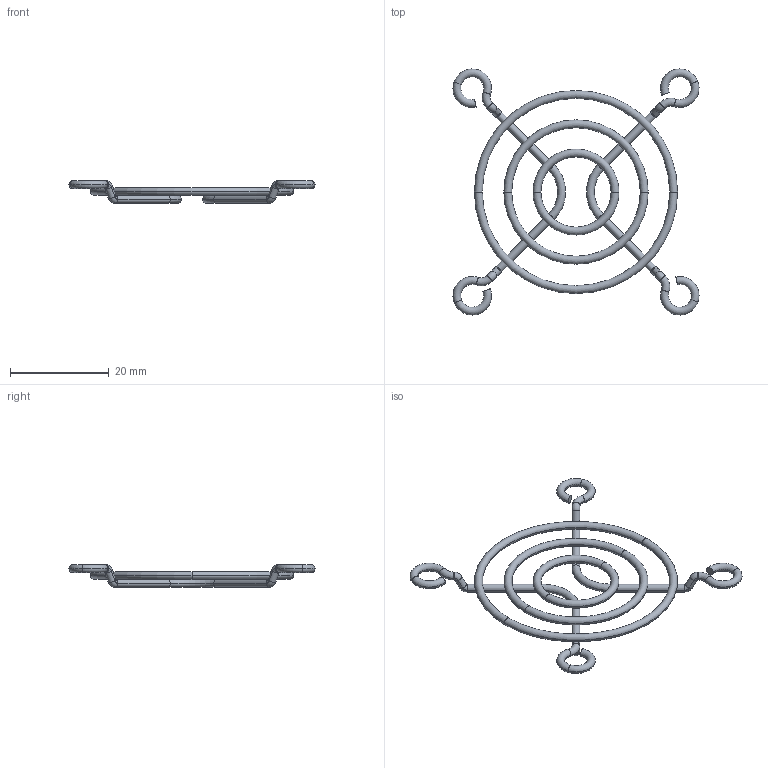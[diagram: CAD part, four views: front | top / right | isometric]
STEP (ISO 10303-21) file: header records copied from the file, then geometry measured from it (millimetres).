
FILE_DESCRIPTION (( 'STEP AP203' ), '1' );
FILE_NAME ('G50-3.stp', '2023-11-08T14:47:21', ( '' ), ( '' ), 'SwSTEP 2.0', 'SolidWorks 2018', '' );
FILE_SCHEMA (( 'CONFIG_CONTROL_DESIGN' ));
Length unit declared in the file: millimetre
Products named in the file (1): G50-3
Bounding box: 49.8 x 49.8 x 4.6 mm (x, y, z)
Volume: 877.9 mm3; surface area: 2202.7 mm2
Topology: 5 solids, 5 shells, 92 faces, 188 edges, 100 vertices
Faces by surface type: torus 64, cylinder 16, bspline 8, plane 4
Entity records: 2941 total; most frequent: CARTESIAN_POINT 861, DIRECTION 514, ORIENTED_EDGE 376, AXIS2_PLACEMENT_3D 249, EDGE_CURVE 188, CIRCLE 164, VERTEX_POINT 100, ADVANCED_FACE 92
